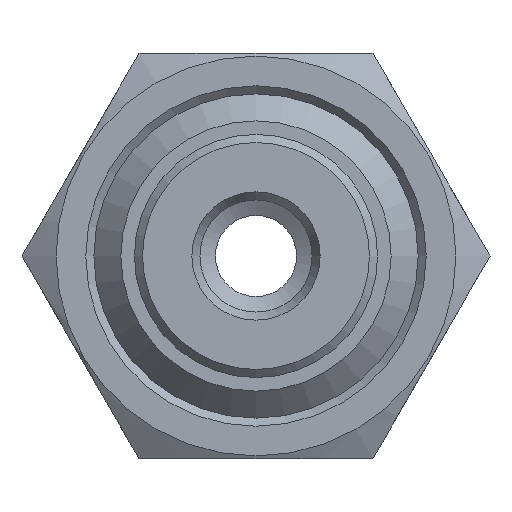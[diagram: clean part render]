
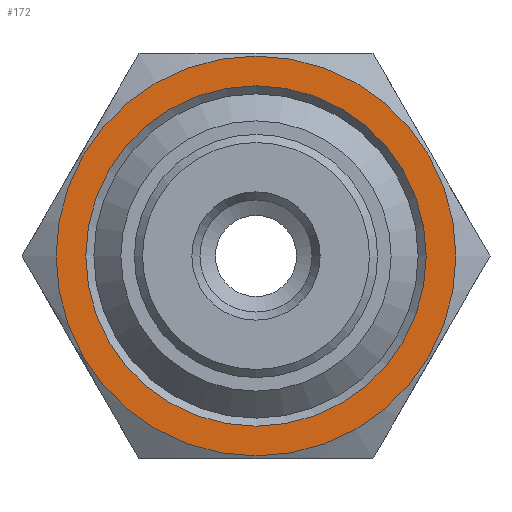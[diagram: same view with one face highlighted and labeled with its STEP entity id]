
A CAD part, front view. The second image highlights one B-rep face of the part: STEP entity #172.
In plain terms, the highlighted planar face has unit normal (0, -1, 0).
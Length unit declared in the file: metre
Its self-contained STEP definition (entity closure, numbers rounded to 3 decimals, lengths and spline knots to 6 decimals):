
#172 = ADVANCED_FACE( 'NONE', ( #375, #376 ), #377, .F. );
#375 = FACE_OUTER_BOUND( '', #570, .T. );
#376 = FACE_BOUND( '', #571, .T. );
#377 = PLANE( '', #572 );
#570 = EDGE_LOOP( '', ( #929 ) );
#571 = EDGE_LOOP( '', ( #930 ) );
#572 = AXIS2_PLACEMENT_3D( '', #931, #932, #933 );
#929 = ORIENTED_EDGE( '', *, *, #974, .T. );
#930 = ORIENTED_EDGE( '', *, *, #997, .F. );
#931 = CARTESIAN_POINT( '', ( 0.00433, -0.0075, 0.0075 ) );
#932 = DIRECTION( '', ( 0., 1., 0. ) );
#933 = DIRECTION( '', ( 1., 0., 0. ) );
#974 = EDGE_CURVE( 'NONE', #1131, #1131, #1132, .T. );
#997 = EDGE_CURVE( 'NONE', #1169, #1169, #1170, .T. );
#1131 = VERTEX_POINT( '', #1424 );
#1132 = CIRCLE( '', #1425, 0.0074 );
#1169 = VERTEX_POINT( '', #1514 );
#1170 = CIRCLE( '', #1515, 0.0063 );
#1424 = CARTESIAN_POINT( '', ( 0., -0.0075, -0.0074 ) );
#1425 = AXIS2_PLACEMENT_3D( '', #1695, #1696, #1697 );
#1514 = CARTESIAN_POINT( '', ( 0., -0.0075, -0.0063 ) );
#1515 = AXIS2_PLACEMENT_3D( '', #1714, #1715, #1716 );
#1695 = CARTESIAN_POINT( '', ( 0., -0.0075, 0. ) );
#1696 = DIRECTION( '', ( 0., -1., 0. ) );
#1697 = DIRECTION( '', ( 0., 0., -1. ) );
#1714 = CARTESIAN_POINT( '', ( 0., -0.0075, 0. ) );
#1715 = DIRECTION( '', ( 0., -1., 0. ) );
#1716 = DIRECTION( '', ( 0., 0., -1. ) );
